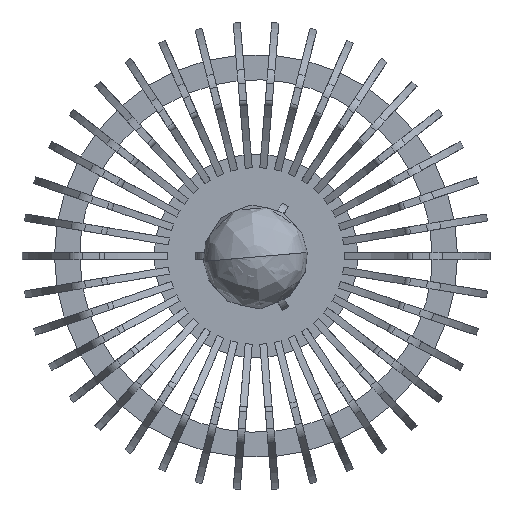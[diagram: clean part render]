
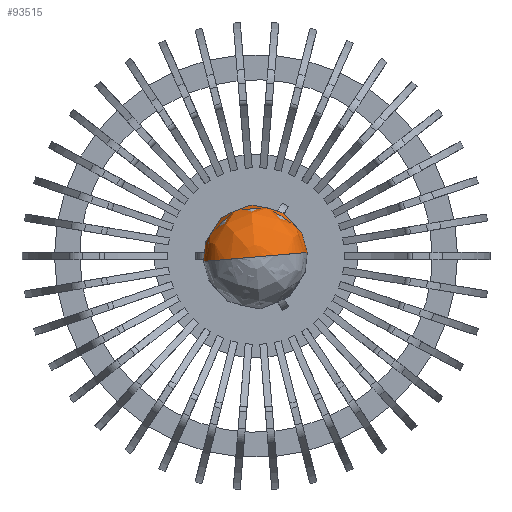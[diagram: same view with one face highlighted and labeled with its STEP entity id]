
A CAD part, front view. The second image highlights one B-rep face of the part: STEP entity #93515.
In plain terms, the highlighted free-form (B-spline) face has degree [3, 3] with [11, 4] control points.
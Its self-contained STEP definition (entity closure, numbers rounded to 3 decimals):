
#91900 = VERTEX_POINT('',#91901);
#91901 = CARTESIAN_POINT('',(-25.686,121.324,
    16.616));
#91907 = EDGE_CURVE('',#91900,#91908,#91910,.T.);
#91908 = VERTEX_POINT('',#91909);
#91909 = CARTESIAN_POINT('',(-9.423,20.482,
    18.027));
#91910 = B_SPLINE_CURVE_WITH_KNOTS('',3,(#91911,#91912,#91913,#91914,
    #91915,#91916,#91917,#91918,#91919,#91920,#91921),.UNSPECIFIED.,.F.,
  .F.,(4,1,1,1,1,1,1,1,4),(0.,0.075,0.172,
    0.271,0.379,0.663,0.732,
    0.858,1.),.UNSPECIFIED.);
#91911 = CARTESIAN_POINT('',(-25.686,121.324,
    16.616));
#91912 = CARTESIAN_POINT('',(-28.331,119.222,
    16.386));
#91913 = CARTESIAN_POINT('',(-30.15,111.969,
    16.229));
#91914 = CARTESIAN_POINT('',(-30.763,100.471,
    16.175));
#91915 = CARTESIAN_POINT('',(-36.585,88.674,
    15.67));
#91916 = CARTESIAN_POINT('',(-48.753,72.099,
    14.614));
#91917 = CARTESIAN_POINT('',(-49.844,48.815,
    14.519));
#91918 = CARTESIAN_POINT('',(-38.195,32.159,
    15.53));
#91919 = CARTESIAN_POINT('',(-26.858,22.865,
    16.514));
#91920 = CARTESIAN_POINT('',(-15.411,20.386,
    17.508));
#91921 = CARTESIAN_POINT('',(-9.423,20.482,
    18.027));
#91923 = EDGE_CURVE('',#91924,#91908,#91926,.T.);
#91924 = VERTEX_POINT('',#91925);
#91925 = CARTESIAN_POINT('',(6.84,121.324,
    19.439));
#91926 = B_SPLINE_CURVE_WITH_KNOTS('',3,(#91927,#91928,#91929,#91930,
    #91931,#91932,#91933,#91934,#91935,#91936,#91937),.UNSPECIFIED.,.F.,
  .F.,(4,1,1,1,1,1,1,1,4),(0.,0.075,0.172,
    0.271,0.379,0.663,0.732,
    0.858,1.),.UNSPECIFIED.);
#91927 = CARTESIAN_POINT('',(6.84,121.324,
    19.439));
#91928 = CARTESIAN_POINT('',(9.485,119.222,
    19.668));
#91929 = CARTESIAN_POINT('',(11.303,111.969,
    19.826));
#91930 = CARTESIAN_POINT('',(11.917,100.471,
    19.88));
#91931 = CARTESIAN_POINT('',(17.739,88.674,
    20.385));
#91932 = CARTESIAN_POINT('',(29.906,72.099,
    21.441));
#91933 = CARTESIAN_POINT('',(30.997,48.815,
    21.536));
#91934 = CARTESIAN_POINT('',(19.348,32.159,
    20.525));
#91935 = CARTESIAN_POINT('',(8.011,22.865,
    19.541));
#91936 = CARTESIAN_POINT('',(-3.436,20.386,
    18.547));
#91937 = CARTESIAN_POINT('',(-9.423,20.482,
    18.027));
#92096 = EDGE_CURVE('',#91900,#92097,#92099,.T.);
#92097 = VERTEX_POINT('',#92098);
#92098 = CARTESIAN_POINT('',(-10.835,121.324,
    34.29));
#92099 = ( BOUNDED_CURVE() B_SPLINE_CURVE(2,(#92100,#92101,#92102),
.UNSPECIFIED.,.F.,.F.) B_SPLINE_CURVE_WITH_KNOTS((3,3),(1.571,
3.142),.PIECEWISE_BEZIER_KNOTS.) CURVE() 
GEOMETRIC_REPRESENTATION_ITEM() RATIONAL_B_SPLINE_CURVE((1.,
0.707,1.)) REPRESENTATION_ITEM('') );
#92100 = CARTESIAN_POINT('',(-25.686,121.324,
    16.616));
#92101 = CARTESIAN_POINT('',(-27.098,121.324,
    32.879));
#92102 = CARTESIAN_POINT('',(-10.835,121.324,
    34.29));
#92563 = EDGE_CURVE('',#92097,#91924,#92564,.T.);
#92564 = ( BOUNDED_CURVE() B_SPLINE_CURVE(2,(#92565,#92566,#92567),
.UNSPECIFIED.,.F.,.F.) B_SPLINE_CURVE_WITH_KNOTS((3,3),(3.142,
4.712),.PIECEWISE_BEZIER_KNOTS.) CURVE() 
GEOMETRIC_REPRESENTATION_ITEM() RATIONAL_B_SPLINE_CURVE((1.,
0.707,1.)) REPRESENTATION_ITEM('') );
#92565 = CARTESIAN_POINT('',(-10.835,121.324,
    34.29));
#92566 = CARTESIAN_POINT('',(5.428,121.324,
    35.702));
#92567 = CARTESIAN_POINT('',(6.84,121.324,
    19.439));
#93515 = ADVANCED_FACE('',(#93516),#93522,.F.);
#93516 = FACE_BOUND('',#93517,.F.);
#93517 = EDGE_LOOP('',(#93518,#93519,#93520,#93521));
#93518 = ORIENTED_EDGE('',*,*,#91907,.F.);
#93519 = ORIENTED_EDGE('',*,*,#92096,.T.);
#93520 = ORIENTED_EDGE('',*,*,#92563,.T.);
#93521 = ORIENTED_EDGE('',*,*,#91923,.T.);
#93522 = ( BOUNDED_SURFACE() B_SPLINE_SURFACE(3,3,(
    (#93523,#93524,#93525,#93526)
    ,(#93527,#93528,#93529,#93530)
    ,(#93531,#93532,#93533,#93534)
    ,(#93535,#93536,#93537,#93538)
    ,(#93539,#93540,#93541,#93542)
    ,(#93543,#93544,#93545,#93546)
    ,(#93547,#93548,#93549,#93550)
    ,(#93551,#93552,#93553,#93554)
    ,(#93555,#93556,#93557,#93558)
    ,(#93559,#93560,#93561,#93562)
    ,(#93563,#93564,#93565,#93566
)),.UNSPECIFIED.,.F.,.F.,.F.) B_SPLINE_SURFACE_WITH_KNOTS((4,1,1,1,1,1,1
    ,1,4),(4,4),(0.,0.075,0.172,0.271,
    0.379,0.663,0.732,0.858,1.),(0.,
1.),.UNSPECIFIED.) GEOMETRIC_REPRESENTATION_ITEM() 
RATIONAL_B_SPLINE_SURFACE((
    (1.,0.333,0.333,1.)
    ,(1.,0.333,0.333,1.)
    ,(1.,0.333,0.333,1.)
    ,(1.,0.333,0.333,1.)
    ,(1.,0.333,0.333,1.)
    ,(1.,0.333,0.333,1.)
    ,(1.,0.333,0.333,1.)
    ,(1.,0.333,0.333,1.)
    ,(1.,0.333,0.333,1.)
    ,(1.,0.333,0.333,1.)
,(1.,0.333,0.333,1.
))) REPRESENTATION_ITEM('') SURFACE() );
#93523 = CARTESIAN_POINT('',(6.84,121.324,
    19.439));
#93524 = CARTESIAN_POINT('',(4.017,121.324,
    51.965));
#93525 = CARTESIAN_POINT('',(-28.509,121.324,
    49.142));
#93526 = CARTESIAN_POINT('',(-25.686,121.324,
    16.616));
#93527 = CARTESIAN_POINT('',(9.485,119.222,
    19.668));
#93528 = CARTESIAN_POINT('',(6.203,119.222,
    57.484));
#93529 = CARTESIAN_POINT('',(-31.613,119.222,
    54.202));
#93530 = CARTESIAN_POINT('',(-28.331,119.222,
    16.386));
#93531 = CARTESIAN_POINT('',(11.303,111.969,
    19.826));
#93532 = CARTESIAN_POINT('',(7.705,111.969,
    61.279));
#93533 = CARTESIAN_POINT('',(-33.747,111.969,
    57.681));
#93534 = CARTESIAN_POINT('',(-30.15,111.969,
    16.229));
#93535 = CARTESIAN_POINT('',(11.917,100.471,
    19.88));
#93536 = CARTESIAN_POINT('',(8.212,100.471,
    62.559));
#93537 = CARTESIAN_POINT('',(-34.467,100.471,
    58.855));
#93538 = CARTESIAN_POINT('',(-30.763,100.471,
    16.175));
#93539 = CARTESIAN_POINT('',(17.739,88.674,
    20.385));
#93540 = CARTESIAN_POINT('',(13.024,88.674,
    74.709));
#93541 = CARTESIAN_POINT('',(-41.3,88.674,
    69.994));
#93542 = CARTESIAN_POINT('',(-36.585,88.674,
    15.67));
#93543 = CARTESIAN_POINT('',(29.906,72.099,
    21.441));
#93544 = CARTESIAN_POINT('',(23.079,72.099,
    100.1));
#93545 = CARTESIAN_POINT('',(-55.58,72.099,
    93.273));
#93546 = CARTESIAN_POINT('',(-48.753,72.099,
    14.614));
#93547 = CARTESIAN_POINT('',(30.997,48.815,
    21.536));
#93548 = CARTESIAN_POINT('',(23.981,48.815,
    102.377));
#93549 = CARTESIAN_POINT('',(-56.86,48.815,
    95.361));
#93550 = CARTESIAN_POINT('',(-49.844,48.815,
    14.519));
#93551 = CARTESIAN_POINT('',(19.348,32.159,
    20.525));
#93552 = CARTESIAN_POINT('',(14.354,32.159,
    78.068));
#93553 = CARTESIAN_POINT('',(-43.189,32.159,
    73.073));
#93554 = CARTESIAN_POINT('',(-38.195,32.159,
    15.53));
#93555 = CARTESIAN_POINT('',(8.011,22.865,
    19.541));
#93556 = CARTESIAN_POINT('',(4.985,22.865,
    54.41));
#93557 = CARTESIAN_POINT('',(-29.884,22.865,
    51.383));
#93558 = CARTESIAN_POINT('',(-26.858,22.865,
    16.514));
#93559 = CARTESIAN_POINT('',(-3.436,20.386,
    18.547));
#93560 = CARTESIAN_POINT('',(-4.475,20.386,
    30.522));
#93561 = CARTESIAN_POINT('',(-16.45,20.386,
    29.483));
#93562 = CARTESIAN_POINT('',(-15.411,20.386,
    17.508));
#93563 = CARTESIAN_POINT('',(-9.423,20.482,
    18.027));
#93564 = CARTESIAN_POINT('',(-9.423,20.482,
    18.027));
#93565 = CARTESIAN_POINT('',(-9.423,20.482,
    18.027));
#93566 = CARTESIAN_POINT('',(-9.423,20.482,
    18.027));
